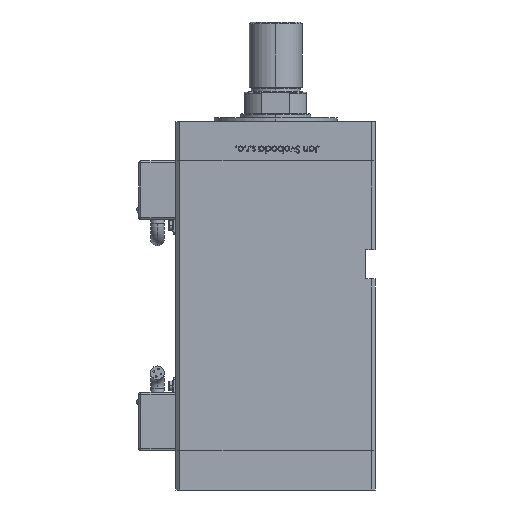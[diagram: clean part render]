
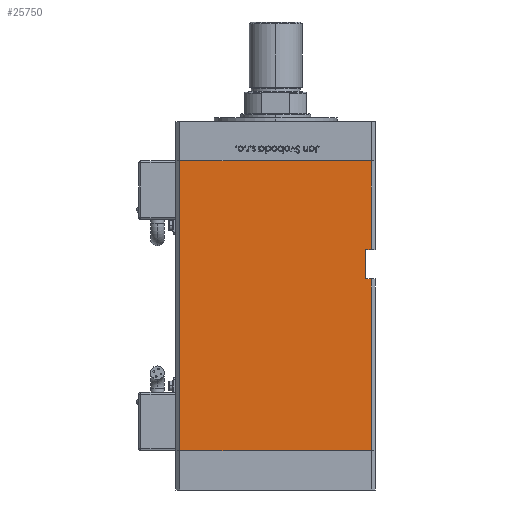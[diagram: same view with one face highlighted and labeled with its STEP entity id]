
A CAD part, left-side view. The second image highlights one B-rep face of the part: STEP entity #25750.
In plain terms, the highlighted planar face has unit normal (-1, 0, 0).
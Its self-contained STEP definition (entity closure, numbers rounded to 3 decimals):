
#799 = DIRECTION ( 'NONE',  ( 0., -1., 0. ) ) ;
#876 = LINE ( 'NONE', #28886, #16848 ) ;
#1546 = ORIENTED_EDGE ( 'NONE', *, *, #54525, .T. ) ;
#1653 = DIRECTION ( 'NONE',  ( 0., -1., 0. ) ) ;
#3380 = CARTESIAN_POINT ( 'NONE',  ( -60., -49., 148.5 ) ) ;
#6017 = LINE ( 'NONE', #28647, #25780 ) ;
#6482 = DIRECTION ( 'NONE',  ( 0., 1., 0. ) ) ;
#7876 = ORIENTED_EDGE ( 'NONE', *, *, #17926, .F. ) ;
#8451 = CARTESIAN_POINT ( 'NONE',  ( -60., -49., 88. ) ) ;
#8563 = CARTESIAN_POINT ( 'NONE',  ( -60., -46., 103. ) ) ;
#9123 = ORIENTED_EDGE ( 'NONE', *, *, #56390, .F. ) ;
#9410 = CARTESIAN_POINT ( 'NONE',  ( -60., 49., 148.5 ) ) ;
#11067 = PLANE ( 'NONE',  #43982 ) ;
#11071 = EDGE_CURVE ( 'NONE', #29257, #42201, #6017, .T. ) ;
#12722 = EDGE_LOOP ( 'NONE', ( #56489, #21848, #7876, #38351, #14004, #9123, #25484, #1546 ) ) ;
#14004 = ORIENTED_EDGE ( 'NONE', *, *, #23621, .F. ) ;
#15371 = FACE_OUTER_BOUND ( 'NONE', #12722, .T. ) ;
#16015 = LINE ( 'NONE', #34072, #36634 ) ;
#16215 = CARTESIAN_POINT ( 'NONE',  ( -60., 49., 148.5 ) ) ;
#16848 = VECTOR ( 'NONE', #46402, 1000. ) ;
#16896 = CARTESIAN_POINT ( 'NONE',  ( -60., -49., 103. ) ) ;
#17926 = EDGE_CURVE ( 'NONE', #35596, #30907, #876, .T. ) ;
#20225 = DIRECTION ( 'NONE',  ( 1., 0., 0. ) ) ;
#20662 = VECTOR ( 'NONE', #1653, 1000. ) ;
#20708 = CARTESIAN_POINT ( 'NONE',  ( -60., 49., 0. ) ) ;
#21848 = ORIENTED_EDGE ( 'NONE', *, *, #35106, .F. ) ;
#22923 = CARTESIAN_POINT ( 'NONE',  ( -60., -46., 88. ) ) ;
#23450 = CARTESIAN_POINT ( 'NONE',  ( -60., -46., 103. ) ) ;
#23621 = EDGE_CURVE ( 'NONE', #47757, #32068, #37824, .T. ) ;
#23771 = LINE ( 'NONE', #22923, #29558 ) ;
#25215 = VERTEX_POINT ( 'NONE', #20708 ) ;
#25484 = ORIENTED_EDGE ( 'NONE', *, *, #53610, .T. ) ;
#25750 = ADVANCED_FACE ( 'NONE', ( #15371 ), #11067, .F. ) ;
#25780 = VECTOR ( 'NONE', #53899, 1000. ) ;
#28647 = CARTESIAN_POINT ( 'NONE',  ( -60., -49., 148.5 ) ) ;
#28886 = CARTESIAN_POINT ( 'NONE',  ( -60., -46., 103. ) ) ;
#29257 = VERTEX_POINT ( 'NONE', #8451 ) ;
#29510 = LINE ( 'NONE', #9410, #51382 ) ;
#29558 = VECTOR ( 'NONE', #36127, 1000. ) ;
#30907 = VERTEX_POINT ( 'NONE', #44972 ) ;
#32068 = VERTEX_POINT ( 'NONE', #16896 ) ;
#33151 = CARTESIAN_POINT ( 'NONE',  ( -60., 49., 148.5 ) ) ;
#33503 = DIRECTION ( 'NONE',  ( 0., -1., 0. ) ) ;
#34072 = CARTESIAN_POINT ( 'NONE',  ( -60., 49., 0. ) ) ;
#35106 = EDGE_CURVE ( 'NONE', #30907, #29257, #23771, .T. ) ;
#35596 = VERTEX_POINT ( 'NONE', #8563 ) ;
#36127 = DIRECTION ( 'NONE',  ( 0., -1., 0. ) ) ;
#36600 = VECTOR ( 'NONE', #56360, 1000. ) ;
#36634 = VECTOR ( 'NONE', #33503, 1000. ) ;
#37824 = LINE ( 'NONE', #50738, #49452 ) ;
#38351 = ORIENTED_EDGE ( 'NONE', *, *, #44105, .T. ) ;
#40953 = LINE ( 'NONE', #23450, #20662 ) ;
#42201 = VERTEX_POINT ( 'NONE', #56393 ) ;
#42663 = CARTESIAN_POINT ( 'NONE',  ( -60., 49., 148.5 ) ) ;
#43982 = AXIS2_PLACEMENT_3D ( 'NONE', #33151, #20225, #6482 ) ;
#44105 = EDGE_CURVE ( 'NONE', #35596, #32068, #40953, .T. ) ;
#44235 = VERTEX_POINT ( 'NONE', #42663 ) ;
#44972 = CARTESIAN_POINT ( 'NONE',  ( -60., -46., 88. ) ) ;
#46402 = DIRECTION ( 'NONE',  ( 0., 0., -1. ) ) ;
#46437 = DIRECTION ( 'NONE',  ( 0., 0., -1. ) ) ;
#47757 = VERTEX_POINT ( 'NONE', #3380 ) ;
#49452 = VECTOR ( 'NONE', #46437, 1000. ) ;
#50738 = CARTESIAN_POINT ( 'NONE',  ( -60., -49., 148.5 ) ) ;
#51382 = VECTOR ( 'NONE', #799, 1000. ) ;
#53610 = EDGE_CURVE ( 'NONE', #44235, #25215, #55774, .T. ) ;
#53899 = DIRECTION ( 'NONE',  ( 0., 0., -1. ) ) ;
#54525 = EDGE_CURVE ( 'NONE', #25215, #42201, #16015, .T. ) ;
#55774 = LINE ( 'NONE', #16215, #36600 ) ;
#56360 = DIRECTION ( 'NONE',  ( 0., 0., -1. ) ) ;
#56390 = EDGE_CURVE ( 'NONE', #44235, #47757, #29510, .T. ) ;
#56393 = CARTESIAN_POINT ( 'NONE',  ( -60., -49., 0. ) ) ;
#56489 = ORIENTED_EDGE ( 'NONE', *, *, #11071, .F. ) ;
